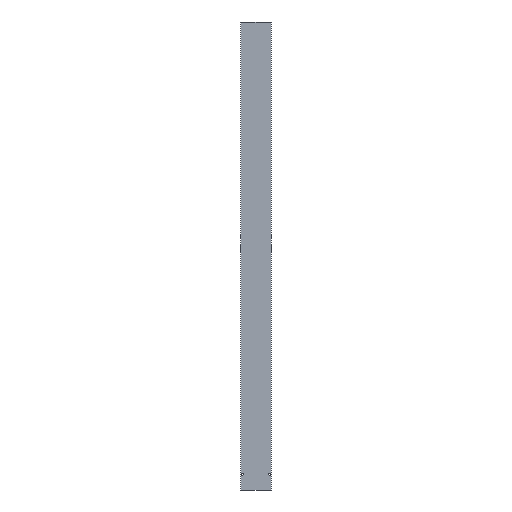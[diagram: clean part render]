
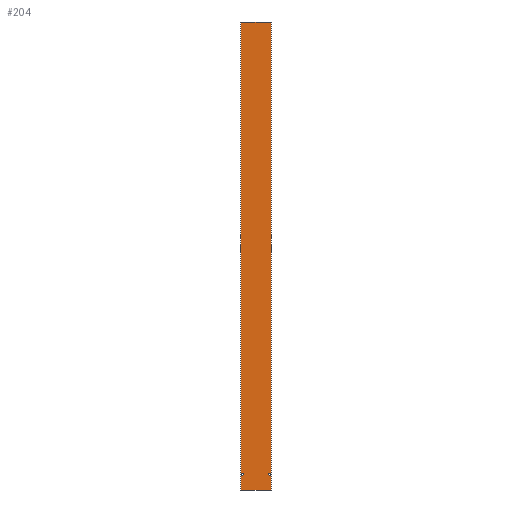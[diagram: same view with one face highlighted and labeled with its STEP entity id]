
A CAD part, front view. The second image highlights one B-rep face of the part: STEP entity #204.
In plain terms, the highlighted planar face has unit normal (0, -1, 0).
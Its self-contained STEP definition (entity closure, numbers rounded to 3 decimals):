
#25 = VECTOR ( 'NONE', #1765, 1000. ) ;
#27 = DIRECTION ( 'NONE',  ( 0., -1., 0. ) ) ;
#103 = FACE_BOUND ( 'NONE', #740, .T. ) ;
#115 = CARTESIAN_POINT ( 'NONE',  ( -87., -0.75, 100. ) ) ;
#119 = LINE ( 'NONE', #606, #25 ) ;
#120 = VERTEX_POINT ( 'NONE', #440 ) ;
#125 = VECTOR ( 'NONE', #1044, 1000. ) ;
#150 = CIRCLE ( 'NONE', #308, 5. ) ;
#164 = PLANE ( 'NONE',  #1416 ) ;
#173 = DIRECTION ( 'NONE',  ( 0., 0., -1. ) ) ;
#183 = VERTEX_POINT ( 'NONE', #777 ) ;
#204 = ADVANCED_FACE ( 'NONE', ( #271, #103, #1636 ), #164, .F. ) ;
#229 = CARTESIAN_POINT ( 'NONE',  ( -98.25, -0.75, 0. ) ) ;
#232 = DIRECTION ( 'NONE',  ( 0., -1., 0. ) ) ;
#254 = CARTESIAN_POINT ( 'NONE',  ( -87., -0.75, 100. ) ) ;
#271 = FACE_BOUND ( 'NONE', #824, .T. ) ;
#274 = VERTEX_POINT ( 'NONE', #686 ) ;
#286 = EDGE_CURVE ( 'NONE', #307, #766, #1866, .T. ) ;
#290 = LINE ( 'NONE', #678, #711 ) ;
#306 = CARTESIAN_POINT ( 'NONE',  ( 87., -0.75, 95. ) ) ;
#307 = VERTEX_POINT ( 'NONE', #807 ) ;
#308 = AXIS2_PLACEMENT_3D ( 'NONE', #1502, #628, #173 ) ;
#310 = CARTESIAN_POINT ( 'NONE',  ( -99., -0.75, 3000. ) ) ;
#328 = DIRECTION ( 'NONE',  ( 0., 1., 0. ) ) ;
#338 = LINE ( 'NONE', #544, #1564 ) ;
#340 = EDGE_CURVE ( 'NONE', #307, #183, #1149, .T. ) ;
#343 = ORIENTED_EDGE ( 'NONE', *, *, #748, .T. ) ;
#356 = AXIS2_PLACEMENT_3D ( 'NONE', #254, #232, #694 ) ;
#395 = EDGE_CURVE ( 'NONE', #901, #1726, #760, .T. ) ;
#440 = CARTESIAN_POINT ( 'NONE',  ( 99., -0.75, 3000. ) ) ;
#446 = CARTESIAN_POINT ( 'NONE',  ( -87., -0.75, 105. ) ) ;
#476 = CIRCLE ( 'NONE', #1692, 5. ) ;
#500 = CIRCLE ( 'NONE', #1264, 5. ) ;
#519 = ORIENTED_EDGE ( 'NONE', *, *, #1554, .T. ) ;
#525 = DIRECTION ( 'NONE',  ( -1., 0., 0. ) ) ;
#534 = LINE ( 'NONE', #310, #125 ) ;
#544 = CARTESIAN_POINT ( 'NONE',  ( 99., -0.75, 3000. ) ) ;
#586 = DIRECTION ( 'NONE',  ( 0., -1., 0. ) ) ;
#606 = CARTESIAN_POINT ( 'NONE',  ( -98.25, -0.75, 3000. ) ) ;
#617 = CARTESIAN_POINT ( 'NONE',  ( -97.25, -0.75, 3000. ) ) ;
#628 = DIRECTION ( 'NONE',  ( 0., -1., 0. ) ) ;
#678 = CARTESIAN_POINT ( 'NONE',  ( -97.25, -0.75, 3000. ) ) ;
#686 = CARTESIAN_POINT ( 'NONE',  ( 99., -0.75, 0. ) ) ;
#693 = EDGE_CURVE ( 'NONE', #1014, #703, #150, .T. ) ;
#694 = DIRECTION ( 'NONE',  ( 0., 0., -1. ) ) ;
#703 = VERTEX_POINT ( 'NONE', #306 ) ;
#711 = VECTOR ( 'NONE', #821, 1000. ) ;
#740 = EDGE_LOOP ( 'NONE', ( #1907, #846 ) ) ;
#748 = EDGE_CURVE ( 'NONE', #1488, #766, #534, .T. ) ;
#760 = CIRCLE ( 'NONE', #356, 5. ) ;
#766 = VERTEX_POINT ( 'NONE', #1390 ) ;
#777 = CARTESIAN_POINT ( 'NONE',  ( 97.25, -0.75, 0. ) ) ;
#786 = VERTEX_POINT ( 'NONE', #1531 ) ;
#805 = ORIENTED_EDGE ( 'NONE', *, *, #1041, .T. ) ;
#807 = CARTESIAN_POINT ( 'NONE',  ( -97.25, -0.75, 0. ) ) ;
#813 = ORIENTED_EDGE ( 'NONE', *, *, #286, .F. ) ;
#821 = DIRECTION ( 'NONE',  ( -1., 0., 0. ) ) ;
#824 = EDGE_LOOP ( 'NONE', ( #1495, #1613 ) ) ;
#846 = ORIENTED_EDGE ( 'NONE', *, *, #1871, .F. ) ;
#887 = EDGE_CURVE ( 'NONE', #120, #274, #338, .T. ) ;
#901 = VERTEX_POINT ( 'NONE', #1115 ) ;
#955 = CARTESIAN_POINT ( 'NONE',  ( -98.25, -0.75, 0. ) ) ;
#1012 = DIRECTION ( 'NONE',  ( 1., 0., 0. ) ) ;
#1014 = VERTEX_POINT ( 'NONE', #1152 ) ;
#1041 = EDGE_CURVE ( 'NONE', #183, #274, #1289, .T. ) ;
#1044 = DIRECTION ( 'NONE',  ( 0., 0., -1. ) ) ;
#1050 = DIRECTION ( 'NONE',  ( 0., 0., -1. ) ) ;
#1061 = CARTESIAN_POINT ( 'NONE',  ( 87., -0.75, 100. ) ) ;
#1073 = ORIENTED_EDGE ( 'NONE', *, *, #1477, .F. ) ;
#1106 = CARTESIAN_POINT ( 'NONE',  ( -99., -0.75, 3000. ) ) ;
#1115 = CARTESIAN_POINT ( 'NONE',  ( -87., -0.75, 95. ) ) ;
#1149 = LINE ( 'NONE', #955, #1493 ) ;
#1152 = CARTESIAN_POINT ( 'NONE',  ( 87., -0.75, 105. ) ) ;
#1160 = DIRECTION ( 'NONE',  ( 0., 0., -1. ) ) ;
#1213 = CARTESIAN_POINT ( 'NONE',  ( -98.25, -0.75, 3000. ) ) ;
#1235 = EDGE_CURVE ( 'NONE', #786, #120, #119, .T. ) ;
#1239 = CARTESIAN_POINT ( 'NONE',  ( -98.25, -0.75, 3000. ) ) ;
#1250 = DIRECTION ( 'NONE',  ( 1., 0., 0. ) ) ;
#1264 = AXIS2_PLACEMENT_3D ( 'NONE', #1061, #27, #1050 ) ;
#1267 = VECTOR ( 'NONE', #1012, 1000. ) ;
#1273 = ORIENTED_EDGE ( 'NONE', *, *, #887, .F. ) ;
#1289 = LINE ( 'NONE', #1868, #1267 ) ;
#1352 = LINE ( 'NONE', #1239, #1461 ) ;
#1390 = CARTESIAN_POINT ( 'NONE',  ( -99., -0.75, 0. ) ) ;
#1399 = VERTEX_POINT ( 'NONE', #617 ) ;
#1403 = EDGE_LOOP ( 'NONE', ( #1650, #805, #1273, #1410, #1073, #519, #343, #813 ) ) ;
#1410 = ORIENTED_EDGE ( 'NONE', *, *, #1235, .F. ) ;
#1416 = AXIS2_PLACEMENT_3D ( 'NONE', #1213, #328, #1664 ) ;
#1429 = VECTOR ( 'NONE', #525, 1000. ) ;
#1461 = VECTOR ( 'NONE', #1250, 1000. ) ;
#1477 = EDGE_CURVE ( 'NONE', #1399, #786, #1352, .T. ) ;
#1488 = VERTEX_POINT ( 'NONE', #1106 ) ;
#1493 = VECTOR ( 'NONE', #1708, 1000. ) ;
#1495 = ORIENTED_EDGE ( 'NONE', *, *, #1807, .F. ) ;
#1502 = CARTESIAN_POINT ( 'NONE',  ( 87., -0.75, 100. ) ) ;
#1531 = CARTESIAN_POINT ( 'NONE',  ( 97.25, -0.75, 3000. ) ) ;
#1554 = EDGE_CURVE ( 'NONE', #1399, #1488, #290, .T. ) ;
#1561 = DIRECTION ( 'NONE',  ( 0., 0., -1. ) ) ;
#1564 = VECTOR ( 'NONE', #1561, 1000. ) ;
#1613 = ORIENTED_EDGE ( 'NONE', *, *, #693, .F. ) ;
#1636 = FACE_OUTER_BOUND ( 'NONE', #1403, .T. ) ;
#1650 = ORIENTED_EDGE ( 'NONE', *, *, #340, .T. ) ;
#1664 = DIRECTION ( 'NONE',  ( 0., 0., 1. ) ) ;
#1692 = AXIS2_PLACEMENT_3D ( 'NONE', #115, #586, #1160 ) ;
#1708 = DIRECTION ( 'NONE',  ( 1., 0., 0. ) ) ;
#1726 = VERTEX_POINT ( 'NONE', #446 ) ;
#1765 = DIRECTION ( 'NONE',  ( 1., 0., 0. ) ) ;
#1807 = EDGE_CURVE ( 'NONE', #703, #1014, #500, .T. ) ;
#1866 = LINE ( 'NONE', #229, #1429 ) ;
#1868 = CARTESIAN_POINT ( 'NONE',  ( 98.25, -0.75, 0. ) ) ;
#1871 = EDGE_CURVE ( 'NONE', #1726, #901, #476, .T. ) ;
#1907 = ORIENTED_EDGE ( 'NONE', *, *, #395, .F. ) ;
